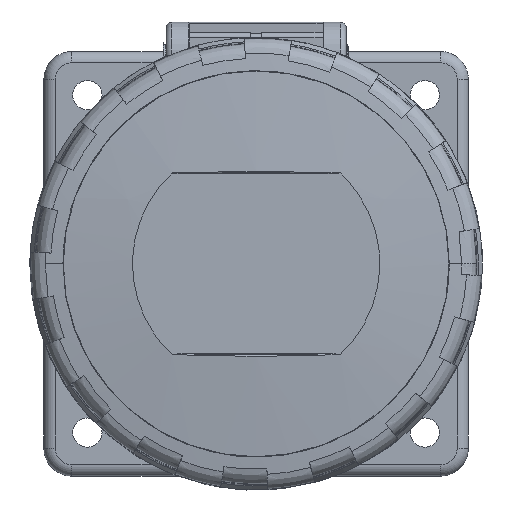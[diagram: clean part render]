
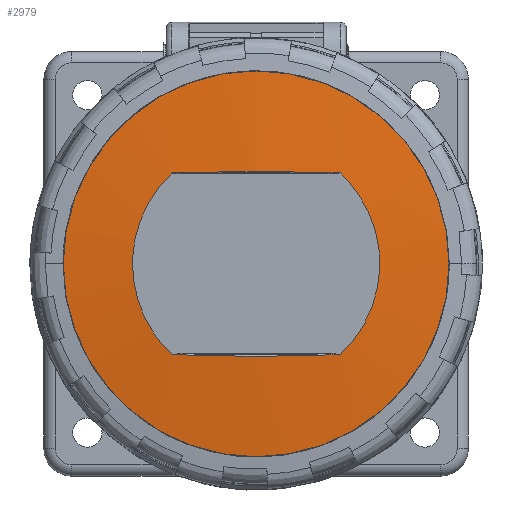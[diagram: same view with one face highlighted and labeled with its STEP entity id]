
A CAD part, front view. The second image highlights one B-rep face of the part: STEP entity #2979.
In plain terms, the highlighted spherical face has radius 291.999 mm.
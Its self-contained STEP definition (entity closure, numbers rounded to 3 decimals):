
#604=FACE_BOUND('',#8112,.T.);
#605=FACE_BOUND('',#8113,.T.);
#1965=SPHERICAL_SURFACE('',#39009,291.999);
#2979=ADVANCED_FACE('',(#604,#605),#1965,.T.);
#8112=EDGE_LOOP('',(#21290));
#8113=EDGE_LOOP('',(#21291,#21292,#21293,#21294));
#15342=CIRCLE('',#39008,34.3);
#21290=ORIENTED_EDGE('',*,*,#33376,.F.);
#21291=ORIENTED_EDGE('',*,*,#33377,.F.);
#21292=ORIENTED_EDGE('',*,*,#33378,.F.);
#21293=ORIENTED_EDGE('',*,*,#33379,.F.);
#21294=ORIENTED_EDGE('',*,*,#33380,.F.);
#28968=VERTEX_POINT('',#69192);
#28969=VERTEX_POINT('',#69199);
#28970=VERTEX_POINT('',#69200);
#28971=VERTEX_POINT('',#69205);
#28972=VERTEX_POINT('',#69212);
#33376=EDGE_CURVE('',#28968,#28968,#15342,.T.);
#33377=EDGE_CURVE('',#28969,#28970,#36834,.T.);
#33378=EDGE_CURVE('',#28971,#28969,#36835,.T.);
#33379=EDGE_CURVE('',#28972,#28971,#36836,.T.);
#33380=EDGE_CURVE('',#28970,#28972,#36837,.T.);
#36834=B_SPLINE_CURVE_WITH_KNOTS('',3,(#69193,#69194,#69195,#69196,#69197,
#69198),.UNSPECIFIED.,.F.,.F.,(4,2,4),(0.,0.5,1.),.UNSPECIFIED.);
#36835=B_SPLINE_CURVE_WITH_KNOTS('',3,(#69201,#69202,#69203,#69204),
 .UNSPECIFIED.,.F.,.F.,(4,4),(0.,1.),.UNSPECIFIED.);
#36836=B_SPLINE_CURVE_WITH_KNOTS('',3,(#69206,#69207,#69208,#69209,#69210,
#69211),.UNSPECIFIED.,.F.,.F.,(4,2,4),(0.,0.5,1.),.UNSPECIFIED.);
#36837=B_SPLINE_CURVE_WITH_KNOTS('',3,(#69213,#69214,#69215,#69216),
 .UNSPECIFIED.,.F.,.F.,(4,4),(0.,1.),.UNSPECIFIED.);
#39008=AXIS2_PLACEMENT_3D('',#69191,#45774,#45775);
#39009=AXIS2_PLACEMENT_3D('',#69217,#45776,#45777);
#45774=DIRECTION('',(0.,1.,0.));
#45775=DIRECTION('',(1.,0.,0.));
#45776=DIRECTION('',(0.,0.,-1.));
#45777=DIRECTION('',(1.,0.,0.));
#69191=CARTESIAN_POINT('',(4.626,-42.128,7.224));
#69192=CARTESIAN_POINT('',(38.926,-42.128,7.224));
#69193=CARTESIAN_POINT('',(19.559,-43.32,-8.933));
#69194=CARTESIAN_POINT('',(24.016,-43.32,-4.814));
#69195=CARTESIAN_POINT('',(26.627,-43.32,1.156));
#69196=CARTESIAN_POINT('',(26.627,-43.32,13.293));
#69197=CARTESIAN_POINT('',(24.017,-43.32,19.261));
#69198=CARTESIAN_POINT('',(19.559,-43.32,23.381));
#69199=CARTESIAN_POINT('',(19.559,-43.32,-8.933));
#69200=CARTESIAN_POINT('',(19.559,-43.32,23.381));
#69201=CARTESIAN_POINT('',(-10.307,-43.32,-8.933));
#69202=CARTESIAN_POINT('',(-0.365,-43.807,-9.342));
#69203=CARTESIAN_POINT('',(9.617,-43.807,-9.342));
#69204=CARTESIAN_POINT('',(19.559,-43.32,-8.933));
#69205=CARTESIAN_POINT('',(-10.307,-43.32,-8.933));
#69206=CARTESIAN_POINT('',(-10.307,-43.32,23.381));
#69207=CARTESIAN_POINT('',(-14.764,-43.32,19.262));
#69208=CARTESIAN_POINT('',(-17.375,-43.32,13.293));
#69209=CARTESIAN_POINT('',(-17.375,-43.32,1.156));
#69210=CARTESIAN_POINT('',(-14.765,-43.32,-4.813));
#69211=CARTESIAN_POINT('',(-10.307,-43.32,-8.933));
#69212=CARTESIAN_POINT('',(-10.307,-43.32,23.381));
#69213=CARTESIAN_POINT('',(19.559,-43.32,23.381));
#69214=CARTESIAN_POINT('',(9.617,-43.807,23.79));
#69215=CARTESIAN_POINT('',(-0.365,-43.807,23.79));
#69216=CARTESIAN_POINT('',(-10.307,-43.32,23.381));
#69217=CARTESIAN_POINT('',(4.626,247.849,7.224));
